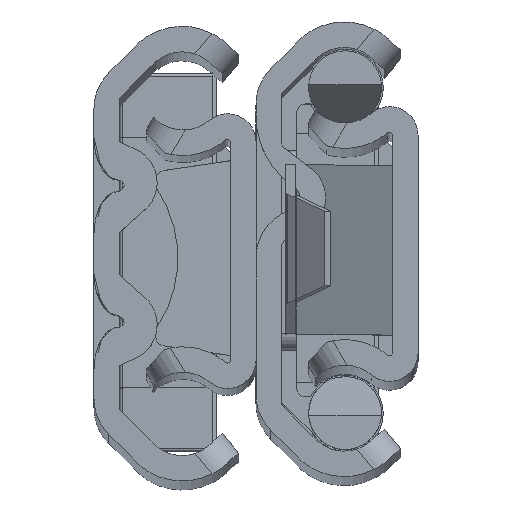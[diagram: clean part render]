
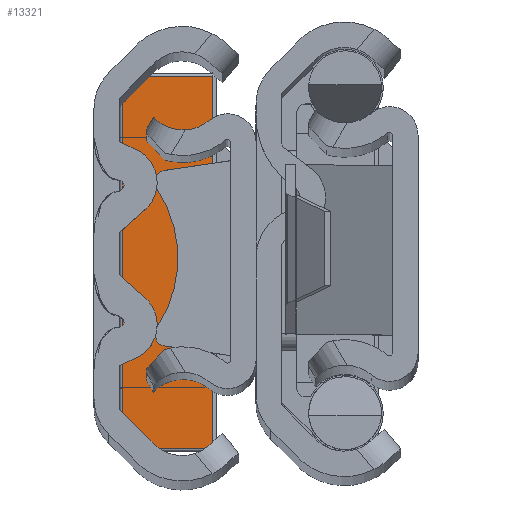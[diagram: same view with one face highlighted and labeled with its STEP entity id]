
A CAD part, top view. The second image highlights one B-rep face of the part: STEP entity #13321.
In plain terms, the highlighted planar face has unit normal (0, 0, 1).
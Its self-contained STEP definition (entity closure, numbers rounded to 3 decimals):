
#70 = LINE ( 'NONE', #1045, #1914 ) ;
#1045 = CARTESIAN_POINT ( 'NONE',  ( 10.95, 5.7, 3.25 ) ) ;
#1300 = VERTEX_POINT ( 'NONE', #12424 ) ;
#1878 = VERTEX_POINT ( 'NONE', #4221 ) ;
#1914 = VECTOR ( 'NONE', #8523, 1000. ) ;
#2293 = EDGE_CURVE ( 'NONE', #11681, #1878, #7388, .T. ) ;
#2721 = ORIENTED_EDGE ( 'NONE', *, *, #10595, .T. ) ;
#2912 = AXIS2_PLACEMENT_3D ( 'NONE', #5993, #13610, #10232 ) ;
#3378 = ORIENTED_EDGE ( 'NONE', *, *, #2293, .T. ) ;
#3637 = VERTEX_POINT ( 'NONE', #11398 ) ;
#3932 = CARTESIAN_POINT ( 'NONE',  ( -11.15, 0.2, 3.25 ) ) ;
#4221 = CARTESIAN_POINT ( 'NONE',  ( -10.95, 0.2, 3.25 ) ) ;
#5372 = EDGE_CURVE ( 'NONE', #1300, #11681, #11241, .T. ) ;
#5993 = CARTESIAN_POINT ( 'NONE',  ( -11.15, 5.7, 3.25 ) ) ;
#7030 = VECTOR ( 'NONE', #9663, 1000. ) ;
#7089 = CARTESIAN_POINT ( 'NONE',  ( -10.95, 5.5, 3.25 ) ) ;
#7318 = EDGE_LOOP ( 'NONE', ( #8308, #3378, #8128, #2721 ) ) ;
#7388 = LINE ( 'NONE', #11349, #8121 ) ;
#8053 = CARTESIAN_POINT ( 'NONE',  ( -11.15, 5.5, 3.25 ) ) ;
#8121 = VECTOR ( 'NONE', #13572, 1000. ) ;
#8128 = ORIENTED_EDGE ( 'NONE', *, *, #11450, .T. ) ;
#8273 = PLANE ( 'NONE',  #2912 ) ;
#8308 = ORIENTED_EDGE ( 'NONE', *, *, #5372, .T. ) ;
#8523 = DIRECTION ( 'NONE',  ( 0., 1., 0. ) ) ;
#9383 = FACE_OUTER_BOUND ( 'NONE', #7318, .T. ) ;
#9663 = DIRECTION ( 'NONE',  ( 1., 0., 0. ) ) ;
#10232 = DIRECTION ( 'NONE',  ( -1., 0., 0. ) ) ;
#10595 = EDGE_CURVE ( 'NONE', #3637, #1300, #70, .T. ) ;
#11241 = LINE ( 'NONE', #8053, #11835 ) ;
#11349 = CARTESIAN_POINT ( 'NONE',  ( -10.95, 5.7, 3.25 ) ) ;
#11398 = CARTESIAN_POINT ( 'NONE',  ( 10.95, 0.2, 3.25 ) ) ;
#11450 = EDGE_CURVE ( 'NONE', #1878, #3637, #13427, .T. ) ;
#11681 = VERTEX_POINT ( 'NONE', #7089 ) ;
#11835 = VECTOR ( 'NONE', #13122, 1000. ) ;
#12424 = CARTESIAN_POINT ( 'NONE',  ( 10.95, 5.5, 3.25 ) ) ;
#13122 = DIRECTION ( 'NONE',  ( -1., 0., 0. ) ) ;
#13321 = ADVANCED_FACE ( 'NONE', ( #9383 ), #8273, .F. ) ;
#13427 = LINE ( 'NONE', #3932, #7030 ) ;
#13572 = DIRECTION ( 'NONE',  ( 0., -1., 0. ) ) ;
#13610 = DIRECTION ( 'NONE',  ( 0., 0., -1. ) ) ;
